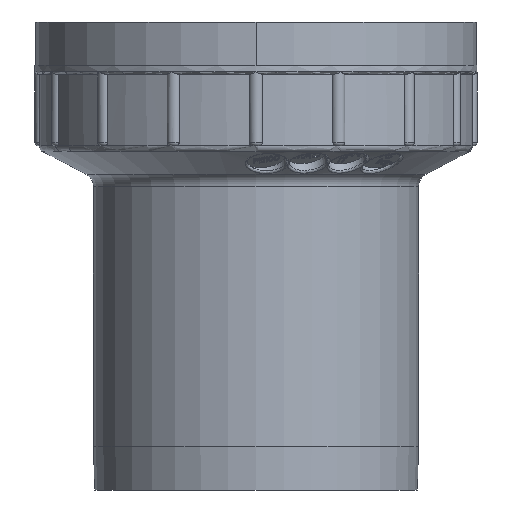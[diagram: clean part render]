
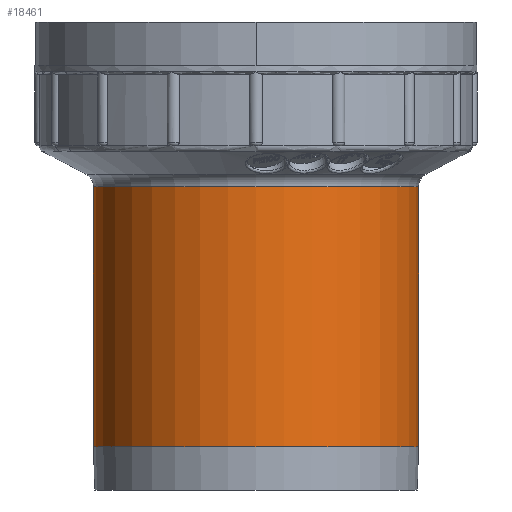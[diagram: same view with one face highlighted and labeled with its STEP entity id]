
A CAD part, front view. The second image highlights one B-rep face of the part: STEP entity #18461.
In plain terms, the highlighted cylindrical face has radius 37.5 mm (diameter 75 mm), a partial arc.
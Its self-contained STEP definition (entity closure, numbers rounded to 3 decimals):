
#66=DIRECTION('',(0.,-1.,0.));
#67=VECTOR('',#66,60.);
#68=CARTESIAN_POINT('',(-37.5,72.,0.));
#69=LINE('',#68,#67);
#70=DIRECTION('',(0.,-1.,0.));
#71=VECTOR('',#70,60.);
#72=CARTESIAN_POINT('',(37.5,72.,0.));
#73=LINE('',#72,#71);
#74=CARTESIAN_POINT('',(0.,72.,0.));
#75=DIRECTION('',(0.,-1.,0.));
#76=DIRECTION('',(-1.,0.,0.));
#77=AXIS2_PLACEMENT_3D('',#74,#75,#76);
#99=CARTESIAN_POINT('',(0.,12.,0.));
#100=DIRECTION('',(0.,-1.,0.));
#101=DIRECTION('',(-1.,0.,0.));
#102=AXIS2_PLACEMENT_3D('',#99,#100,#101);
#14325=CARTESIAN_POINT('',(-37.5,72.,0.));
#14327=VERTEX_POINT('',#14325);
#14328=CARTESIAN_POINT('',(-37.5,12.,0.));
#14329=VERTEX_POINT('',#14328);
#14331=CARTESIAN_POINT('',(37.5,72.,0.));
#14333=VERTEX_POINT('',#14331);
#14334=CARTESIAN_POINT('',(37.5,12.,0.));
#14335=VERTEX_POINT('',#14334);
#18447=CARTESIAN_POINT('',(0.,0.,0.));
#18448=DIRECTION('',(0.,1.,0.));
#18449=DIRECTION('',(1.,0.,0.));
#18450=AXIS2_PLACEMENT_3D('',#18447,#18448,#18449);
#18451=CYLINDRICAL_SURFACE('',#18450,37.5);
#18453=ORIENTED_EDGE('',*,*,#18452,.T.);
#18455=ORIENTED_EDGE('',*,*,#18454,.T.);
#18457=ORIENTED_EDGE('',*,*,#18456,.F.);
#18458=ORIENTED_EDGE('',*,*,#18440,.F.);
#18459=EDGE_LOOP('',(#18453,#18455,#18457,#18458));
#18460=FACE_OUTER_BOUND('',#18459,.F.);
#18461=ADVANCED_FACE('',(#18460),#18451,.T.);
#78=CIRCLE('',#77,37.5);
#103=CIRCLE('',#102,37.5);
#18440=EDGE_CURVE('',#14327,#14333,#78,.T.);
#18452=EDGE_CURVE('',#14327,#14329,#69,.T.);
#18454=EDGE_CURVE('',#14329,#14335,#103,.T.);
#18456=EDGE_CURVE('',#14333,#14335,#73,.T.);
